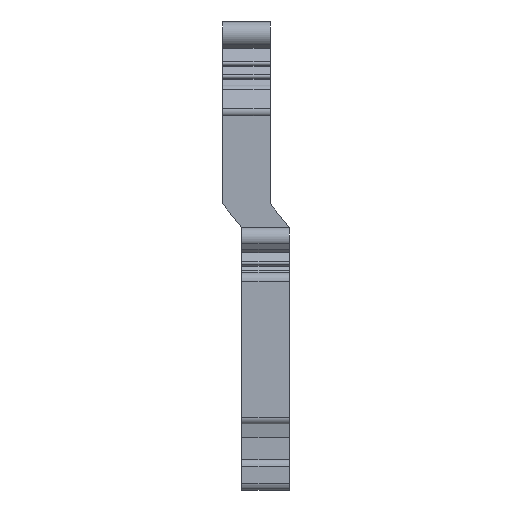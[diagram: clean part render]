
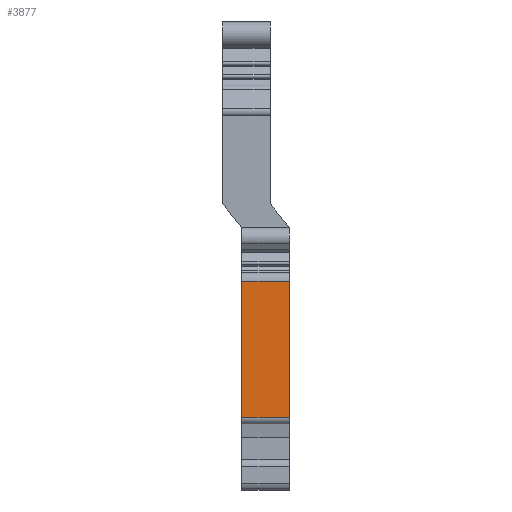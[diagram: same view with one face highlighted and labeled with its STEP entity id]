
A CAD part, front view. The second image highlights one B-rep face of the part: STEP entity #3877.
In plain terms, the highlighted planar face has unit normal (0, -1, 0).
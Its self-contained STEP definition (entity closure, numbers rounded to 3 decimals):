
#739=CARTESIAN_POINT('',(8.7,-47.246,39.867));
#740=VERTEX_POINT('',#739);
#748=CARTESIAN_POINT('',(8.7,-47.246,22.067));
#749=VERTEX_POINT('',#748);
#750=CARTESIAN_POINT('',(8.7,-47.246,39.867));
#751=DIRECTION('',(0.,0.,-1.));
#752=VECTOR('',#751,17.8);
#753=LINE('',#750,#752);
#754=EDGE_CURVE('',#740,#749,#753,.T.);
#3836=CARTESIAN_POINT('',(2.5,-47.246,39.867));
#3837=VERTEX_POINT('',#3836);
#3845=CARTESIAN_POINT('',(2.5,-47.246,39.867));
#3846=DIRECTION('',(1.,0.,0.));
#3847=VECTOR('',#3846,6.2);
#3848=LINE('',#3845,#3847);
#3849=EDGE_CURVE('',#3837,#740,#3848,.T.);
#3854=CARTESIAN_POINT('',(4.35,-47.246,30.967));
#3855=DIRECTION('',(0.,0.,-1.));
#3856=DIRECTION('',(0.,-1.,0.));
#3857=AXIS2_PLACEMENT_3D('',#3854,#3856,#3855);
#3858=PLANE('',#3857);
#3859=ORIENTED_EDGE('',*,*,#754,.F.);
#3860=ORIENTED_EDGE('',*,*,#3849,.F.);
#3861=CARTESIAN_POINT('',(2.5,-47.246,22.067));
#3862=VERTEX_POINT('',#3861);
#3863=CARTESIAN_POINT('',(2.5,-47.246,39.867));
#3864=DIRECTION('',(0.,0.,-1.));
#3865=VECTOR('',#3864,17.8);
#3866=LINE('',#3863,#3865);
#3867=EDGE_CURVE('',#3837,#3862,#3866,.T.);
#3868=ORIENTED_EDGE('E616',*,*,#3867,.T.);
#3869=CARTESIAN_POINT('',(2.5,-47.246,22.067));
#3870=DIRECTION('',(1.,0.,0.));
#3871=VECTOR('',#3870,6.2);
#3872=LINE('',#3869,#3871);
#3873=EDGE_CURVE('',#3862,#749,#3872,.T.);
#3874=ORIENTED_EDGE('E434',*,*,#3873,.T.);
#3875=EDGE_LOOP('',(#3859,#3860,#3868,#3874));
#3876=FACE_OUTER_BOUND('',#3875,.T.);
#3877=ADVANCED_FACE('F86',(#3876),#3858,.T.);
